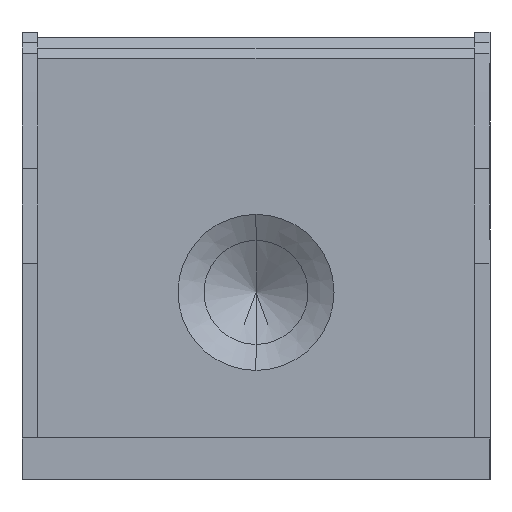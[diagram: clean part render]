
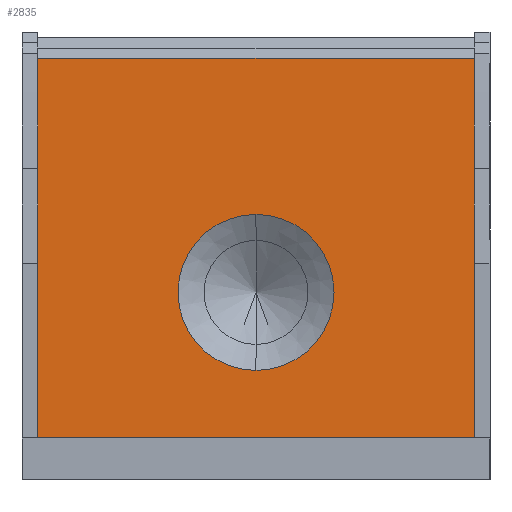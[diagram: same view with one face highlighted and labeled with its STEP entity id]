
A CAD part, left-side view. The second image highlights one B-rep face of the part: STEP entity #2835.
In plain terms, the highlighted planar face has unit normal (-1, 0, 0).
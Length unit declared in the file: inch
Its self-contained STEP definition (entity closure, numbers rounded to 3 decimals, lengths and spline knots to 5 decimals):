
#226 = CARTESIAN_POINT ( 'NONE',  ( -1.92913, 1.7126, 0.15748 ) ) ;
#296 = CARTESIAN_POINT ( 'NONE',  ( -1.92913, 0.05906, 0. ) ) ;
#341 = FACE_OUTER_BOUND ( 'NONE', #2225, .T. ) ;
#381 = EDGE_CURVE ( 'NONE', #4056, #889, #4506, .T. ) ;
#388 = DIRECTION ( 'NONE',  ( 0., 1., 0. ) ) ;
#496 = CARTESIAN_POINT ( 'NONE',  ( -1.92913, 1.7126, 1.59449 ) ) ;
#656 = VERTEX_POINT ( 'NONE', #226 ) ;
#888 = CARTESIAN_POINT ( 'NONE',  ( -1.92913, 0., 1.59449 ) ) ;
#889 = VERTEX_POINT ( 'NONE', #1069 ) ;
#928 = DIRECTION ( 'NONE',  ( 0., 0., 1. ) ) ;
#1052 = VECTOR ( 'NONE', #928, 39.37008 ) ;
#1069 = CARTESIAN_POINT ( 'NONE',  ( -1.92913, 0.88583, 0.41339 ) ) ;
#1627 = AXIS2_PLACEMENT_3D ( 'NONE', #2034, #6522, #4228 ) ;
#1630 = EDGE_CURVE ( 'NONE', #3852, #656, #3122, .T. ) ;
#1646 = VERTEX_POINT ( 'NONE', #496 ) ;
#1845 = EDGE_CURVE ( 'NONE', #5705, #3852, #5815, .T. ) ;
#2034 = CARTESIAN_POINT ( 'NONE',  ( -1.92913, 0.88583, 0.70866 ) ) ;
#2036 = DIRECTION ( 'NONE',  ( 1., 0., 0. ) ) ;
#2225 = EDGE_LOOP ( 'NONE', ( #6123, #2715, #3419, #2346 ) ) ;
#2346 = ORIENTED_EDGE ( 'NONE', *, *, #4240, .F. ) ;
#2578 = DIRECTION ( 'NONE',  ( -1., 0., 0. ) ) ;
#2715 = ORIENTED_EDGE ( 'NONE', *, *, #1630, .F. ) ;
#2835 = ADVANCED_FACE ( 'NONE', ( #5282, #341 ), #4745, .F. ) ;
#2849 = VECTOR ( 'NONE', #388, 39.37008 ) ;
#3071 = DIRECTION ( 'NONE',  ( 0., 0., -1. ) ) ;
#3122 = LINE ( 'NONE', #5330, #2849 ) ;
#3149 = ORIENTED_EDGE ( 'NONE', *, *, #381, .F. ) ;
#3171 = CARTESIAN_POINT ( 'NONE',  ( -1.92913, 0.05906, 0.15748 ) ) ;
#3234 = CIRCLE ( 'NONE', #7057, 0.29528 ) ;
#3419 = ORIENTED_EDGE ( 'NONE', *, *, #1845, .F. ) ;
#3533 = EDGE_CURVE ( 'NONE', #889, #4056, #3234, .T. ) ;
#3540 = DIRECTION ( 'NONE',  ( 0., -1., 0. ) ) ;
#3657 = LINE ( 'NONE', #6590, #1052 ) ;
#3852 = VERTEX_POINT ( 'NONE', #3171 ) ;
#4011 = ORIENTED_EDGE ( 'NONE', *, *, #3533, .F. ) ;
#4056 = VERTEX_POINT ( 'NONE', #5451 ) ;
#4228 = DIRECTION ( 'NONE',  ( 0., 0., -1. ) ) ;
#4240 = EDGE_CURVE ( 'NONE', #1646, #5705, #4639, .T. ) ;
#4506 = CIRCLE ( 'NONE', #1627, 0.29528 ) ;
#4507 = VECTOR ( 'NONE', #3540, 39.37008 ) ;
#4639 = LINE ( 'NONE', #888, #4507 ) ;
#4745 = PLANE ( 'NONE',  #5528 ) ;
#4772 = CARTESIAN_POINT ( 'NONE',  ( -1.92913, 0.88583, 0.70866 ) ) ;
#5100 = CARTESIAN_POINT ( 'NONE',  ( -1.92913, 0.05906, 1.59449 ) ) ;
#5282 = FACE_BOUND ( 'NONE', #6727, .T. ) ;
#5330 = CARTESIAN_POINT ( 'NONE',  ( -1.92913, 1.81083, 0.15748 ) ) ;
#5451 = CARTESIAN_POINT ( 'NONE',  ( -1.92913, 0.88583, 1.00394 ) ) ;
#5528 = AXIS2_PLACEMENT_3D ( 'NONE', #6963, #2036, #5860 ) ;
#5569 = VECTOR ( 'NONE', #3071, 39.37008 ) ;
#5705 = VERTEX_POINT ( 'NONE', #5100 ) ;
#5815 = LINE ( 'NONE', #296, #5569 ) ;
#5860 = DIRECTION ( 'NONE',  ( 0., 0., -1. ) ) ;
#6123 = ORIENTED_EDGE ( 'NONE', *, *, #6944, .F. ) ;
#6522 = DIRECTION ( 'NONE',  ( -1., 0., 0. ) ) ;
#6590 = CARTESIAN_POINT ( 'NONE',  ( -1.92913, 1.7126, 1.52559 ) ) ;
#6727 = EDGE_LOOP ( 'NONE', ( #4011, #3149 ) ) ;
#6944 = EDGE_CURVE ( 'NONE', #656, #1646, #3657, .T. ) ;
#6963 = CARTESIAN_POINT ( 'NONE',  ( -1.92913, 0., 0. ) ) ;
#6987 = DIRECTION ( 'NONE',  ( 0., 0., -1. ) ) ;
#7057 = AXIS2_PLACEMENT_3D ( 'NONE', #4772, #2578, #6987 ) ;
